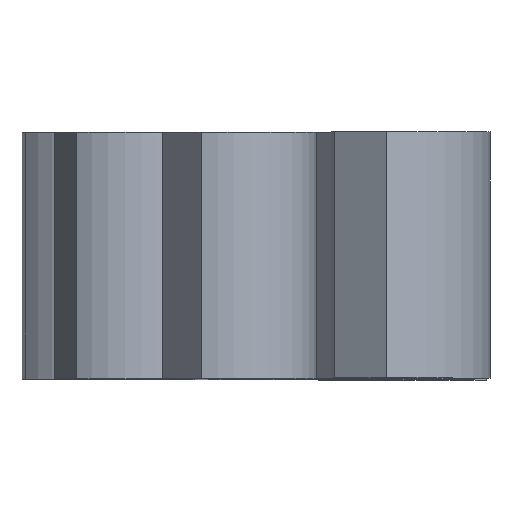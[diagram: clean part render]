
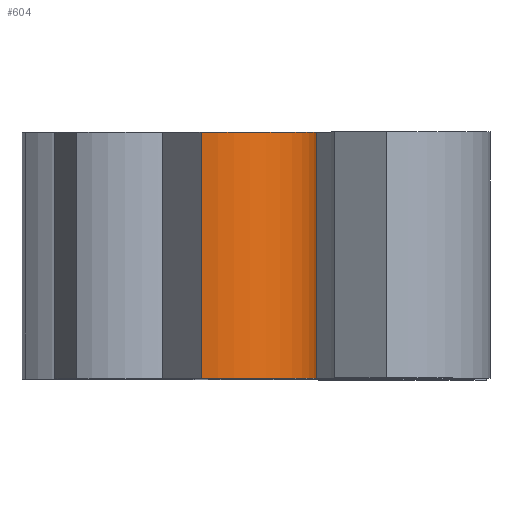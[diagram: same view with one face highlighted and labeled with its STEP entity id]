
A CAD part, top view. The second image highlights one B-rep face of the part: STEP entity #604.
In plain terms, the highlighted cylindrical face has radius 8 mm (diameter 16 mm), a partial arc.
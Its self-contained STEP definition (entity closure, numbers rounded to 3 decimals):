
#73=FACE_OUTER_BOUND('',#103,.T.);
#103=EDGE_LOOP('',(#439,#440,#441,#442));
#137=LINE('',#1005,#179);
#138=LINE('',#1011,#180);
#179=VECTOR('',#788,10.);
#180=VECTOR('',#795,10.);
#221=CIRCLE('',#667,8.);
#222=CIRCLE('',#668,8.);
#283=VERTEX_POINT('',#1001);
#284=VERTEX_POINT('',#1003);
#285=VERTEX_POINT('',#1007);
#286=VERTEX_POINT('',#1009);
#347=EDGE_CURVE('',#283,#284,#137,.T.);
#348=EDGE_CURVE('',#285,#283,#221,.T.);
#349=EDGE_CURVE('',#286,#284,#222,.T.);
#350=EDGE_CURVE('',#285,#286,#138,.T.);
#439=ORIENTED_EDGE('',*,*,#348,.T.);
#440=ORIENTED_EDGE('',*,*,#347,.T.);
#441=ORIENTED_EDGE('',*,*,#349,.F.);
#442=ORIENTED_EDGE('',*,*,#350,.F.);
#581=CYLINDRICAL_SURFACE('',#666,8.);
#604=ADVANCED_FACE('',(#73),#581,.T.);
#666=AXIS2_PLACEMENT_3D('',#1006,#789,#790);
#667=AXIS2_PLACEMENT_3D('',#1008,#791,#792);
#668=AXIS2_PLACEMENT_3D('',#1010,#793,#794);
#788=DIRECTION('',(0.,1.,0.));
#789=DIRECTION('center_axis',(0.,1.,0.));
#790=DIRECTION('ref_axis',(-0.173,0.,0.985));
#791=DIRECTION('center_axis',(0.,1.,0.));
#792=DIRECTION('ref_axis',(-0.173,0.,0.985));
#793=DIRECTION('center_axis',(0.,1.,0.));
#794=DIRECTION('ref_axis',(-0.173,0.,0.985));
#795=DIRECTION('',(0.,1.,0.));
#1001=CARTESIAN_POINT('',(-6.45,0.,33.544));
#1003=CARTESIAN_POINT('',(-6.45,20.,33.544));
#1005=CARTESIAN_POINT('',(-6.45,0.,33.544));
#1006=CARTESIAN_POINT('Origin',(-14.44,0.,33.153));
#1007=CARTESIAN_POINT('',(-15.827,0.,41.031));
#1008=CARTESIAN_POINT('Origin',(-14.44,0.,33.153));
#1009=CARTESIAN_POINT('',(-15.827,20.,41.031));
#1010=CARTESIAN_POINT('Origin',(-14.44,20.,33.153));
#1011=CARTESIAN_POINT('',(-15.827,0.,41.031));
